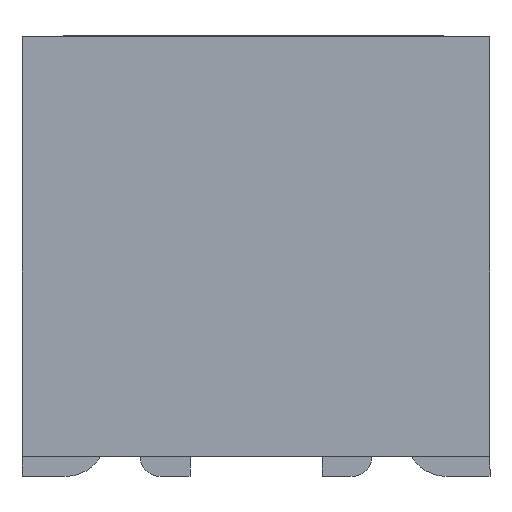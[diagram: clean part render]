
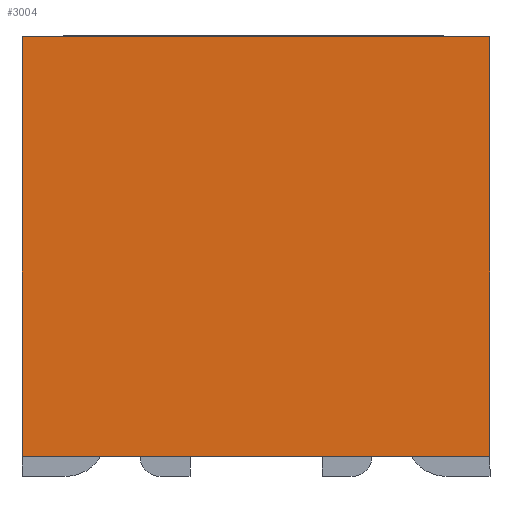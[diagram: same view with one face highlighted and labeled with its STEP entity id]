
A CAD part, front view. The second image highlights one B-rep face of the part: STEP entity #3004.
In plain terms, the highlighted face is planar.
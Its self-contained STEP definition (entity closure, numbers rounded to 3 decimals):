
#204=ORIENTED_EDGE('',*,*,#879,.T.);
#205=ORIENTED_EDGE('',*,*,#880,.T.);
#206=ORIENTED_EDGE('',*,*,#881,.T.);
#207=ORIENTED_EDGE('',*,*,#882,.T.);
#879=EDGE_CURVE('',#1215,#1216,#1448,.T.);
#880=EDGE_CURVE('',#1216,#1217,#1449,.T.);
#881=EDGE_CURVE('',#1217,#1218,#1450,.T.);
#882=EDGE_CURVE('',#1218,#1215,#1451,.T.);
#1215=VERTEX_POINT('',#3914);
#1216=VERTEX_POINT('',#3915);
#1217=VERTEX_POINT('',#3917);
#1218=VERTEX_POINT('',#3919);
#1448=LINE('',#3913,#1685);
#1449=LINE('',#3916,#1686);
#1450=LINE('',#3918,#1687);
#1451=LINE('',#3920,#1688);
#1685=VECTOR('',#3342,1000.);
#1686=VECTOR('',#3343,1000.);
#1687=VECTOR('',#3344,1000.);
#1688=VECTOR('',#3345,1000.);
#1897=EDGE_LOOP('',(#204,#205,#206,#207));
#2034=FACE_BOUND('',#1897,.T.);
#2171=PLANE('',#3139);
#3004=ADVANCED_FACE('',(#2034),#2171,.T.);
#3139=AXIS2_PLACEMENT_3D('',#3912,#3340,#3341);
#3340=DIRECTION('',(0.,1.,0.));
#3341=DIRECTION('',(0.,0.,1.));
#3342=DIRECTION('',(0.,0.,-1.));
#3343=DIRECTION('',(-1.,0.,0.));
#3344=DIRECTION('',(0.,0.,1.));
#3345=DIRECTION('',(1.,0.,0.));
#3912=CARTESIAN_POINT('',(0.,1.425,0.));
#3913=CARTESIAN_POINT('',(5.85,1.425,5.25));
#3914=CARTESIAN_POINT('',(5.85,1.425,5.25));
#3915=CARTESIAN_POINT('',(5.85,1.425,-5.25));
#3916=CARTESIAN_POINT('',(5.85,1.425,-5.25));
#3917=CARTESIAN_POINT('',(-5.85,1.425,-5.25));
#3918=CARTESIAN_POINT('',(-5.85,1.425,-5.25));
#3919=CARTESIAN_POINT('',(-5.85,1.425,5.25));
#3920=CARTESIAN_POINT('',(-5.85,1.425,5.25));
